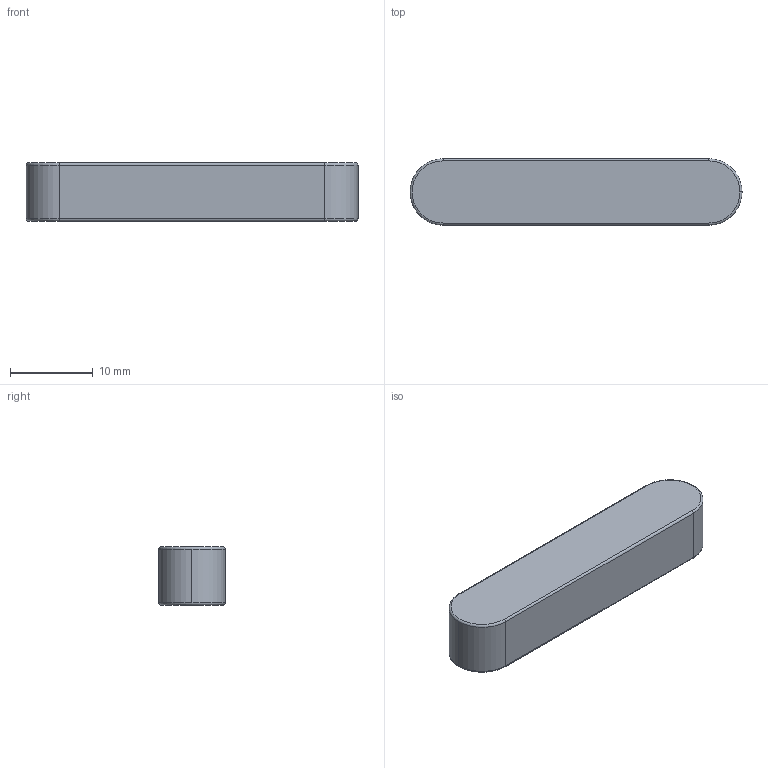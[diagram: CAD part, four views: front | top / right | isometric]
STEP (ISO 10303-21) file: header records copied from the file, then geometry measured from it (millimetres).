
FILE_DESCRIPTION (( 'STEP AP203' ), '1' );
FILE_NAME ('键 8×7×40.step', '2016-12-19T05:19:20', ( 'Aliyun' ), ( 'Aliyun' ), 'SwSTEP 2.0', 'SolidWorks 2016', '' );
FILE_SCHEMA (( 'CONFIG_CONTROL_DESIGN' ));
Length unit declared in the file: millimetre
Products named in the file (1): 键 8×7×40
Bounding box: 40 x 8 x 7 mm (x, y, z)
Volume: 2141.5 mm3; surface area: 1217.3 mm2
Topology: 1 solids, 1 shells, 17 faces, 37 edges, 22 vertices
Faces by surface type: cylinder 7, torus 6, plane 4
Entity records: 548 total; most frequent: DIRECTION 97, CARTESIAN_POINT 77, ORIENTED_EDGE 74, AXIS2_PLACEMENT_3D 42, EDGE_CURVE 37, CIRCLE 24, VERTEX_POINT 22, ADVANCED_FACE 17
